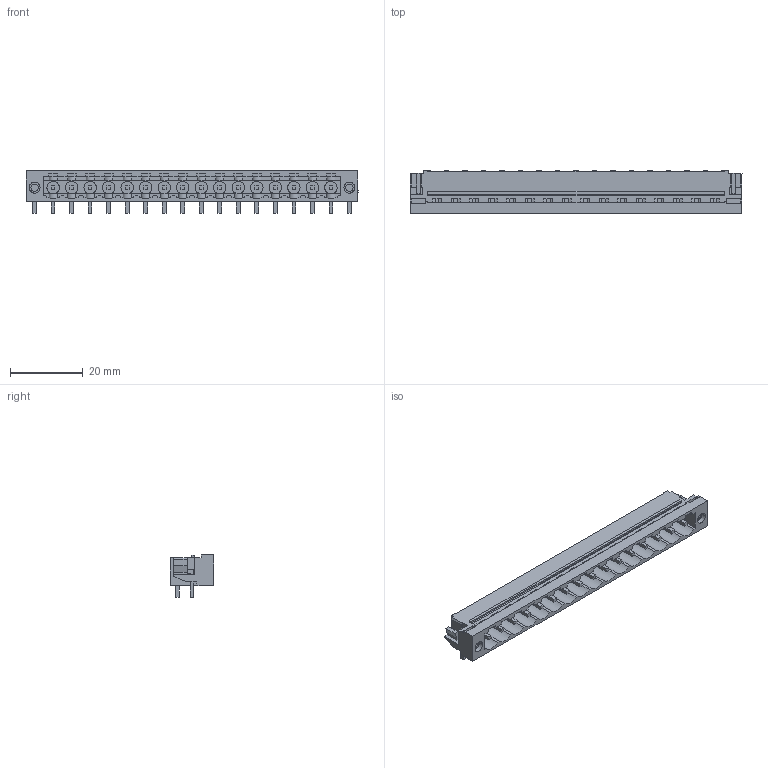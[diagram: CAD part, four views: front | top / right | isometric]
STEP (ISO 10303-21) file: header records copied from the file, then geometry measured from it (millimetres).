
FILE_DESCRIPTION(('CATIA V5R22 STEP214','CAx-IF Rec.Pracs.--- Model Styling and Organization---1.4--- 2014-01-23'),'2;1');
FILE_NAME ('D1456973_1_1837770000_1837770000.stp','2023-05-11T06:55:08+00:00',('none'),('Weidmueller'),'CATIA Version 5-6 Release 2016 SP3 HF44','CATIA V5 STEP AP214','none');
FILE_SCHEMA(('AUTOMOTIVE_DESIGN { 1 0 10303 214 1 1 1 1 }'));
Length unit declared in the file: millimetre
Products named in the file (1): 1837770000
Bounding box: 91.08 x 12 x 11.63 mm (x, y, z)
Volume: 3531.2 mm3; surface area: 7975.3 mm2
Topology: 19 solids, 19 shells, 1010 faces, 3078 edges, 2030 vertices
Faces by surface type: plane 817, cylinder 159, extrusion 34
Entity records: 32570 total; most frequent: CARTESIAN_POINT 7621, ORIENTED_EDGE 6156, DIRECTION 3658, EDGE_CURVE 3078, VECTOR 2332, LINE 2298, VERTEX_POINT 2030, EDGE_LOOP 1070
